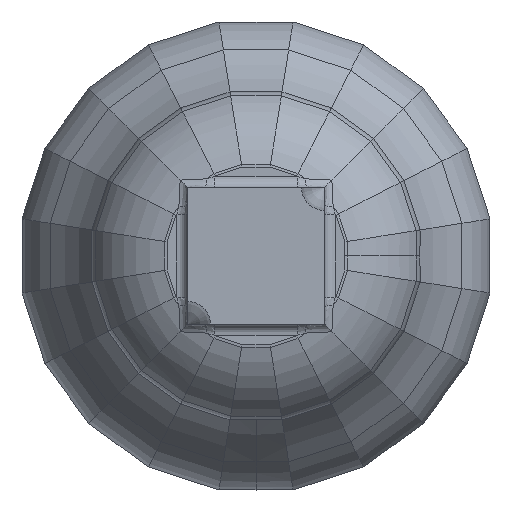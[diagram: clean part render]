
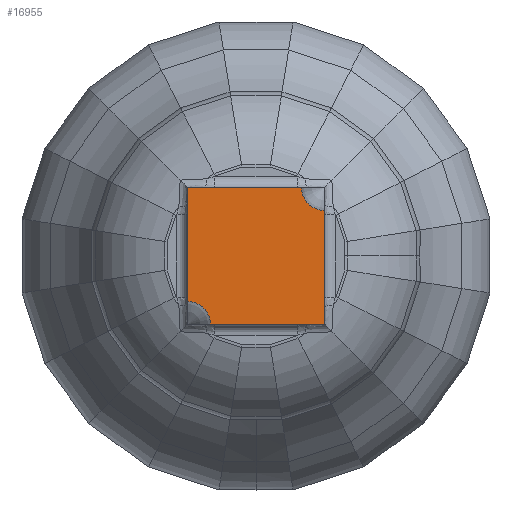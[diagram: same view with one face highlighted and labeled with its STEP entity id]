
A CAD part, front view. The second image highlights one B-rep face of the part: STEP entity #16955.
In plain terms, the highlighted planar face has unit normal (0, -1, 0).
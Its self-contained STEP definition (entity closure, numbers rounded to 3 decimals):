
#1597 = VERTEX_POINT ( 'NONE', #2613 ) ;
#2216 = CARTESIAN_POINT ( 'NONE',  ( -7.5, -450., 7.5 ) ) ;
#2375 = FACE_OUTER_BOUND ( 'NONE', #6628, .T. ) ;
#2444 = DIRECTION ( 'NONE',  ( 0., 0., -1. ) ) ;
#2613 = CARTESIAN_POINT ( 'NONE',  ( 7.5, -450., 5. ) ) ;
#3696 = CIRCLE ( 'NONE', #25480, 2.5 ) ;
#4054 = VECTOR ( 'NONE', #4707, 1000. ) ;
#4494 = EDGE_CURVE ( 'NONE', #15630, #22993, #25262, .T. ) ;
#4509 = DIRECTION ( 'NONE',  ( 0., 0., 1. ) ) ;
#4707 = DIRECTION ( 'NONE',  ( -1., 0., 0. ) ) ;
#5461 = CARTESIAN_POINT ( 'NONE',  ( -7.5, -450., -7.5 ) ) ;
#6290 = DIRECTION ( 'NONE',  ( 1., 0., 0. ) ) ;
#6628 = EDGE_LOOP ( 'NONE', ( #11789, #10186, #17140, #23153, #26463, #25996 ) ) ;
#6750 = CARTESIAN_POINT ( 'NONE',  ( 7.5, -450., -7.5 ) ) ;
#6988 = CARTESIAN_POINT ( 'NONE',  ( 7.5, -450., 7.5 ) ) ;
#7704 = CARTESIAN_POINT ( 'NONE',  ( -7.5, -450., -5. ) ) ;
#8266 = CARTESIAN_POINT ( 'NONE',  ( 0., -450., 0. ) ) ;
#8867 = EDGE_CURVE ( 'NONE', #1597, #15502, #24573, .T. ) ;
#10186 = ORIENTED_EDGE ( 'NONE', *, *, #12171, .F. ) ;
#11455 = CARTESIAN_POINT ( 'NONE',  ( -5., -450., -7.5 ) ) ;
#11789 = ORIENTED_EDGE ( 'NONE', *, *, #22796, .F. ) ;
#12171 = EDGE_CURVE ( 'NONE', #18231, #16667, #18904, .T. ) ;
#12692 = VECTOR ( 'NONE', #22619, 1000. ) ;
#13193 = VECTOR ( 'NONE', #6290, 1000. ) ;
#13331 = AXIS2_PLACEMENT_3D ( 'NONE', #8266, #27795, #25905 ) ;
#15343 = DIRECTION ( 'NONE',  ( 0., -1., 0. ) ) ;
#15378 = LINE ( 'NONE', #22248, #12692 ) ;
#15502 = VERTEX_POINT ( 'NONE', #6750 ) ;
#15630 = VERTEX_POINT ( 'NONE', #11455 ) ;
#16667 = VERTEX_POINT ( 'NONE', #19992 ) ;
#16955 = ADVANCED_FACE ( 'NONE', ( #2375 ), #19008, .F. ) ;
#17140 = ORIENTED_EDGE ( 'NONE', *, *, #26197, .F. ) ;
#17483 = CARTESIAN_POINT ( 'NONE',  ( -7.5, -450., 7.5 ) ) ;
#18231 = VERTEX_POINT ( 'NONE', #17483 ) ;
#18649 = DIRECTION ( 'NONE',  ( 0., -1., 0. ) ) ;
#18904 = LINE ( 'NONE', #2216, #13193 ) ;
#19008 = PLANE ( 'NONE',  #13331 ) ;
#19815 = AXIS2_PLACEMENT_3D ( 'NONE', #5461, #18649, #27186 ) ;
#19992 = CARTESIAN_POINT ( 'NONE',  ( 5., -450., 7.5 ) ) ;
#22248 = CARTESIAN_POINT ( 'NONE',  ( -7.5, -450., -7.5 ) ) ;
#22619 = DIRECTION ( 'NONE',  ( 0., 0., 1. ) ) ;
#22793 = EDGE_CURVE ( 'NONE', #15502, #15630, #27791, .T. ) ;
#22796 = EDGE_CURVE ( 'NONE', #16667, #1597, #3696, .T. ) ;
#22993 = VERTEX_POINT ( 'NONE', #7704 ) ;
#23153 = ORIENTED_EDGE ( 'NONE', *, *, #4494, .F. ) ;
#23195 = VECTOR ( 'NONE', #2444, 1000. ) ;
#24573 = LINE ( 'NONE', #25649, #23195 ) ;
#25262 = CIRCLE ( 'NONE', #19815, 2.5 ) ;
#25480 = AXIS2_PLACEMENT_3D ( 'NONE', #6988, #15343, #4509 ) ;
#25649 = CARTESIAN_POINT ( 'NONE',  ( 7.5, -450., -7.5 ) ) ;
#25905 = DIRECTION ( 'NONE',  ( 0., 0., 1. ) ) ;
#25996 = ORIENTED_EDGE ( 'NONE', *, *, #8867, .F. ) ;
#26197 = EDGE_CURVE ( 'NONE', #22993, #18231, #15378, .T. ) ;
#26322 = CARTESIAN_POINT ( 'NONE',  ( -7.5, -450., -7.5 ) ) ;
#26463 = ORIENTED_EDGE ( 'NONE', *, *, #22793, .F. ) ;
#27186 = DIRECTION ( 'NONE',  ( 0., 0., 1. ) ) ;
#27791 = LINE ( 'NONE', #26322, #4054 ) ;
#27795 = DIRECTION ( 'NONE',  ( 0., 1., 0. ) ) ;
